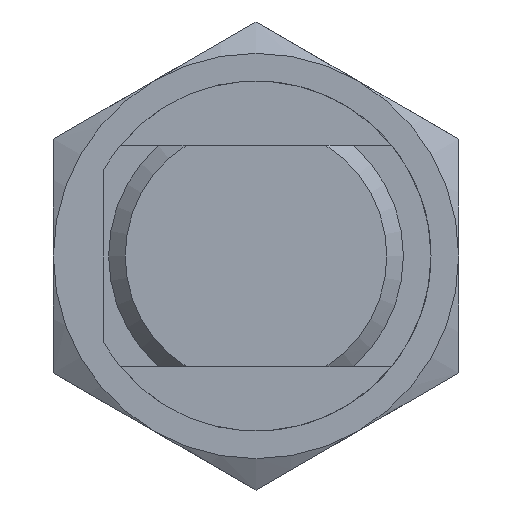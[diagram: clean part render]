
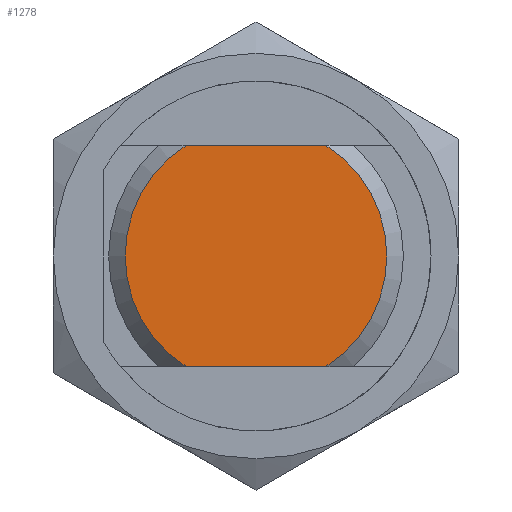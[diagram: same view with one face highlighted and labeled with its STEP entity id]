
A CAD part, front view. The second image highlights one B-rep face of the part: STEP entity #1278.
In plain terms, the highlighted planar face has unit normal (0, -1, 0).
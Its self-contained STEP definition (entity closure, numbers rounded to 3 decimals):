
#178=LINE('',#2283,#224);
#185=LINE('',#2324,#231);
#224=VECTOR('',#1786,1000.);
#231=VECTOR('',#1833,1000.);
#509=ORIENTED_EDGE('',*,*,#728,.F.);
#510=ORIENTED_EDGE('',*,*,#711,.T.);
#511=ORIENTED_EDGE('',*,*,#729,.F.);
#512=ORIENTED_EDGE('',*,*,#730,.T.);
#711=EDGE_CURVE('',#833,#835,#178,.T.);
#728=EDGE_CURVE('',#833,#848,#917,.T.);
#729=EDGE_CURVE('',#849,#835,#918,.T.);
#730=EDGE_CURVE('',#849,#848,#185,.T.);
#833=VERTEX_POINT('',#2273);
#835=VERTEX_POINT('',#2282);
#848=VERTEX_POINT('',#2321);
#849=VERTEX_POINT('',#2323);
#917=CIRCLE('',#1483,7.1);
#918=CIRCLE('',#1484,7.1);
#1018=EDGE_LOOP('',(#509,#510,#511,#512));
#1138=FACE_BOUND('',#1018,.T.);
#1204=PLANE('',#1482);
#1278=ADVANCED_FACE('',(#1138),#1204,.T.);
#1482=AXIS2_PLACEMENT_3D('',#2319,#1827,#1828);
#1483=AXIS2_PLACEMENT_3D('',#2320,#1829,#1830);
#1484=AXIS2_PLACEMENT_3D('',#2322,#1831,#1832);
#1786=DIRECTION('',(-1.,0.,0.));
#1827=DIRECTION('',(0.,-1.,0.));
#1828=DIRECTION('',(0.,0.,-1.));
#1829=DIRECTION('',(0.,1.,0.));
#1830=DIRECTION('',(1.,0.,0.));
#1831=DIRECTION('',(0.,1.,0.));
#1832=DIRECTION('',(-1.,0.,0.));
#1833=DIRECTION('',(1.,0.,0.));
#2273=CARTESIAN_POINT('',(3.796,0.,6.));
#2282=CARTESIAN_POINT('',(-3.796,0.,6.));
#2283=CARTESIAN_POINT('',(3.796,0.,6.));
#2319=CARTESIAN_POINT('',(-4.,0.,0.));
#2320=CARTESIAN_POINT('',(0.,0.,0.));
#2321=CARTESIAN_POINT('',(3.796,0.,-6.));
#2322=CARTESIAN_POINT('',(0.,0.,0.));
#2323=CARTESIAN_POINT('',(-3.796,0.,-6.));
#2324=CARTESIAN_POINT('',(-3.796,0.,-6.));
